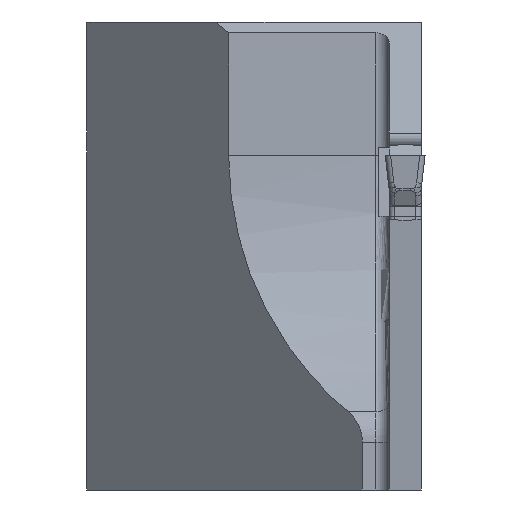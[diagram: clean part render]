
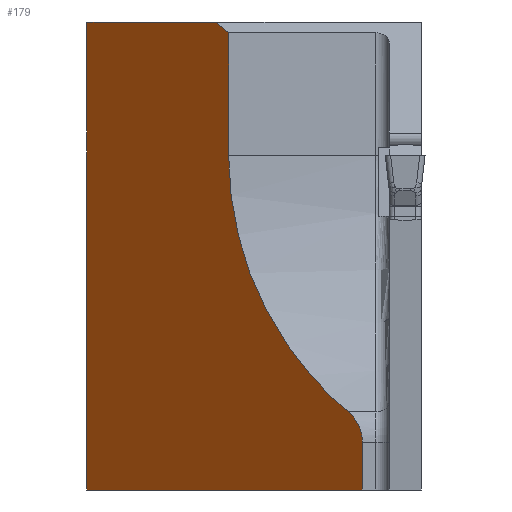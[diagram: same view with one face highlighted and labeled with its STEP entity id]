
A CAD part, left-side view. The second image highlights one B-rep face of the part: STEP entity #179.
In plain terms, the highlighted planar face has unit normal (-0.707, 0.707, 0).
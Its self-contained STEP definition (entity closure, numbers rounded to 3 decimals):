
#144=ELLIPSE('',#1587,4.243,3.);
#146=ELLIPSE('',#1602,35.355,25.);
#179=ADVANCED_FACE('',(#311),#262,.F.);
#262=PLANE('',#1615);
#311=FACE_OUTER_BOUND('',#401,.T.);
#401=EDGE_LOOP('',(#606,#607,#608,#609,#610,#611,#612,#613));
#606=ORIENTED_EDGE('',*,*,#1144,.F.);
#607=ORIENTED_EDGE('',*,*,#1147,.F.);
#608=ORIENTED_EDGE('',*,*,#1136,.F.);
#609=ORIENTED_EDGE('',*,*,#1141,.F.);
#610=ORIENTED_EDGE('',*,*,#1127,.F.);
#611=ORIENTED_EDGE('',*,*,#1122,.F.);
#612=ORIENTED_EDGE('',*,*,#1116,.F.);
#613=ORIENTED_EDGE('',*,*,#1120,.F.);
#976=VERTEX_POINT('',#2116);
#977=VERTEX_POINT('',#2118);
#980=VERTEX_POINT('',#2125);
#981=VERTEX_POINT('',#2130);
#983=VERTEX_POINT('',#2138);
#988=VERTEX_POINT('',#2153);
#989=VERTEX_POINT('',#2155);
#991=VERTEX_POINT('',#2171);
#1116=EDGE_CURVE('',#976,#977,#1337,.T.);
#1120=EDGE_CURVE('',#980,#976,#144,.T.);
#1122=EDGE_CURVE('',#977,#981,#1341,.T.);
#1127=EDGE_CURVE('',#981,#983,#1345,.T.);
#1136=EDGE_CURVE('',#988,#989,#1353,.T.);
#1141=EDGE_CURVE('',#983,#988,#1357,.T.);
#1144=EDGE_CURVE('',#991,#980,#146,.T.);
#1147=EDGE_CURVE('',#989,#991,#1361,.T.);
#1337=LINE('',#2117,#1466);
#1341=LINE('',#2129,#1470);
#1345=LINE('',#2137,#1474);
#1353=LINE('',#2154,#1482);
#1357=LINE('',#2164,#1486);
#1361=LINE('',#2176,#1490);
#1466=VECTOR('',#1733,1.);
#1470=VECTOR('',#1745,1.);
#1474=VECTOR('',#1753,1.);
#1482=VECTOR('',#1767,1.);
#1486=VECTOR('',#1779,1.);
#1490=VECTOR('',#1795,1.);
#1587=AXIS2_PLACEMENT_3D('',#2126,#1739,#1740);
#1602=AXIS2_PLACEMENT_3D('',#2170,#1788,#1789);
#1615=AXIS2_PLACEMENT_3D('',#2208,#1818,#1819);
#1733=DIRECTION('',(0.,0.,-1.));
#1739=DIRECTION('',(0.707,-0.707,0.));
#1740=DIRECTION('',(-0.707,-0.707,0.));
#1745=DIRECTION('',(0.707,0.707,0.));
#1753=DIRECTION('',(0.,0.,1.));
#1767=DIRECTION('',(-0.619,-0.619,-0.484));
#1779=DIRECTION('',(-0.707,-0.707,0.));
#1788=DIRECTION('',(-0.707,0.707,0.));
#1789=DIRECTION('',(-0.707,-0.707,0.));
#1795=DIRECTION('',(0.,0.,-1.));
#1818=DIRECTION('',(0.707,-0.707,0.));
#1819=DIRECTION('',(0.707,0.707,0.));
#2116=CARTESIAN_POINT('',(6.,4.4,-21.448));
#2117=CARTESIAN_POINT('',(6.,4.4,30.));
#2118=CARTESIAN_POINT('',(6.,4.4,-25.));
#2125=CARTESIAN_POINT('',(7.071,5.471,-19.15));
#2126=CARTESIAN_POINT('',(9.,7.4,-21.448));
#2129=CARTESIAN_POINT('',(26.6,25.,-25.));
#2130=CARTESIAN_POINT('',(26.6,25.,-25.));
#2137=CARTESIAN_POINT('',(26.6,25.,30.));
#2138=CARTESIAN_POINT('',(26.6,25.,10.));
#2153=CARTESIAN_POINT('',(17.029,15.429,10.));
#2154=CARTESIAN_POINT('',(30.348,28.748,20.406));
#2155=CARTESIAN_POINT('',(16.,14.4,9.196));
#2164=CARTESIAN_POINT('',(26.6,25.,10.));
#2170=CARTESIAN_POINT('',(-9.,-10.6,0.));
#2171=CARTESIAN_POINT('',(16.,14.4,0.));
#2176=CARTESIAN_POINT('',(16.,14.4,30.));
#2208=CARTESIAN_POINT('',(26.6,25.,30.));
